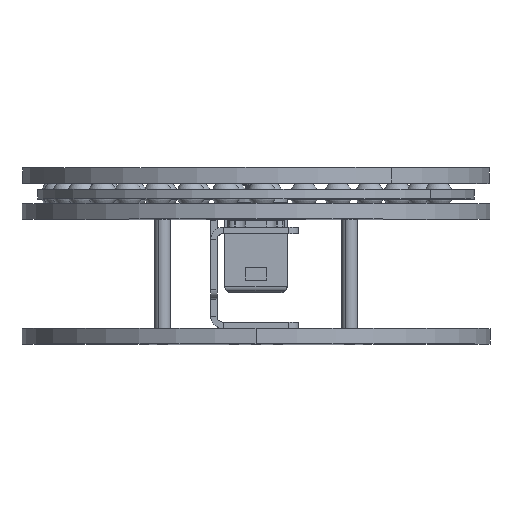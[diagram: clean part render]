
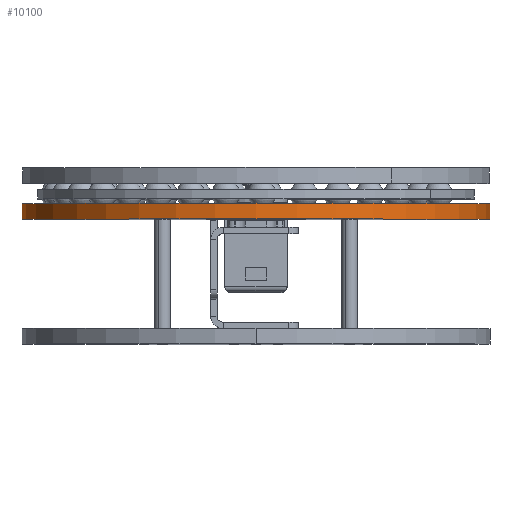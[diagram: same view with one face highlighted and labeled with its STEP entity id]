
A CAD part, top view. The second image highlights one B-rep face of the part: STEP entity #10100.
In plain terms, the highlighted cylindrical face has radius 75 mm (diameter 150 mm), a partial arc.
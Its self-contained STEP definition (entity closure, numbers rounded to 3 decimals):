
#57 = CARTESIAN_POINT ( 'NONE',  ( -82.942, 19.5, 67.5 ) ) ;
#94 = ORIENTED_EDGE ( 'NONE', *, *, #13165, .T. ) ;
#1059 = DIRECTION ( 'NONE',  ( 0., -1., 0. ) ) ;
#1063 = DIRECTION ( 'NONE',  ( 0., -1., 0. ) ) ;
#1231 = CARTESIAN_POINT ( 'NONE',  ( 67.058, 19.5, 67.5 ) ) ;
#2031 = DIRECTION ( 'NONE',  ( -1., 0., 0. ) ) ;
#2249 = EDGE_CURVE ( 'NONE', #5560, #15183, #2881, .T. ) ;
#2325 = VERTEX_POINT ( 'NONE', #11815 ) ;
#2445 = CARTESIAN_POINT ( 'NONE',  ( -7.942, 19.5, 67.5 ) ) ;
#2881 = CIRCLE ( 'NONE', #2893, 75. ) ;
#2893 = AXIS2_PLACEMENT_3D ( 'NONE', #2445, #6302, #14381 ) ;
#3283 = DIRECTION ( 'NONE',  ( 1., 0., 0. ) ) ;
#3526 = DIRECTION ( 'NONE',  ( 0., -1., 0. ) ) ;
#3866 = AXIS2_PLACEMENT_3D ( 'NONE', #15725, #3526, #2031 ) ;
#3894 = LINE ( 'NONE', #13255, #13634 ) ;
#4196 = ORIENTED_EDGE ( 'NONE', *, *, #9761, .F. ) ;
#4514 = FACE_OUTER_BOUND ( 'NONE', #4878, .T. ) ;
#4878 = EDGE_LOOP ( 'NONE', ( #4196, #16308, #94, #6873 ) ) ;
#5200 = CIRCLE ( 'NONE', #15158, 75. ) ;
#5560 = VERTEX_POINT ( 'NONE', #57 ) ;
#5983 = CARTESIAN_POINT ( 'NONE',  ( -7.942, 14.5, 67.5 ) ) ;
#6302 = DIRECTION ( 'NONE',  ( 0., 1., 0. ) ) ;
#6573 = CARTESIAN_POINT ( 'NONE',  ( 67.058, 14.5, 67.5 ) ) ;
#6873 = ORIENTED_EDGE ( 'NONE', *, *, #9652, .T. ) ;
#7578 = VECTOR ( 'NONE', #1059, 1000. ) ;
#9652 = EDGE_CURVE ( 'NONE', #2325, #11451, #5200, .T. ) ;
#9761 = EDGE_CURVE ( 'NONE', #15183, #11451, #14850, .T. ) ;
#10100 = ADVANCED_FACE ( 'NONE', ( #4514 ), #10318, .T. ) ;
#10318 = CYLINDRICAL_SURFACE ( 'NONE', #3866, 75. ) ;
#11451 = VERTEX_POINT ( 'NONE', #6573 ) ;
#11815 = CARTESIAN_POINT ( 'NONE',  ( -82.942, 14.5, 67.5 ) ) ;
#13165 = EDGE_CURVE ( 'NONE', #5560, #2325, #3894, .T. ) ;
#13255 = CARTESIAN_POINT ( 'NONE',  ( -82.942, 19.5, 67.5 ) ) ;
#13396 = CARTESIAN_POINT ( 'NONE',  ( 67.058, 19.5, 67.5 ) ) ;
#13634 = VECTOR ( 'NONE', #1063, 1000. ) ;
#14154 = DIRECTION ( 'NONE',  ( 0., 1., 0. ) ) ;
#14381 = DIRECTION ( 'NONE',  ( 1., 0., 0. ) ) ;
#14850 = LINE ( 'NONE', #1231, #7578 ) ;
#15158 = AXIS2_PLACEMENT_3D ( 'NONE', #5983, #14154, #3283 ) ;
#15183 = VERTEX_POINT ( 'NONE', #13396 ) ;
#15725 = CARTESIAN_POINT ( 'NONE',  ( -7.942, 19.5, 67.5 ) ) ;
#16308 = ORIENTED_EDGE ( 'NONE', *, *, #2249, .F. ) ;
